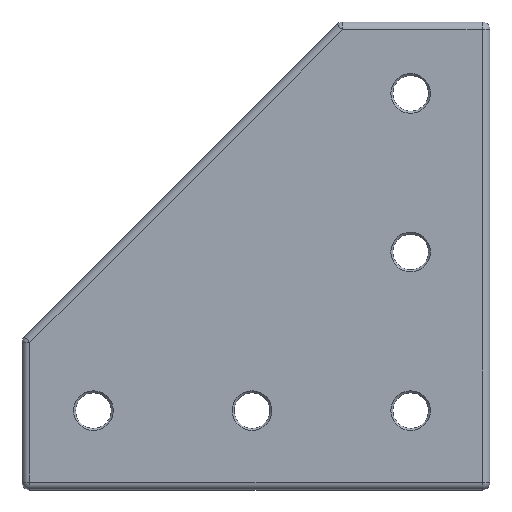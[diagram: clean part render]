
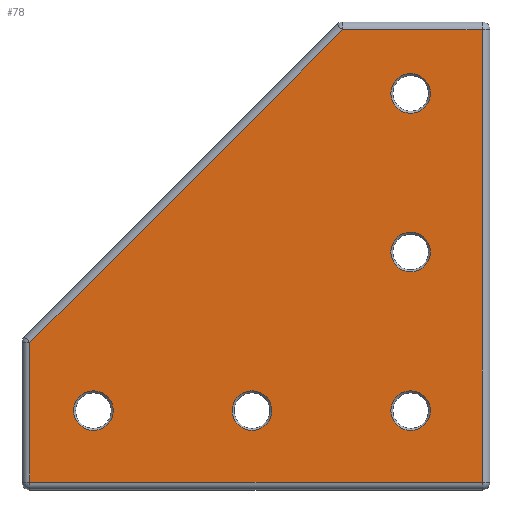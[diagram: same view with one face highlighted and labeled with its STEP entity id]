
A CAD part, top view. The second image highlights one B-rep face of the part: STEP entity #78.
In plain terms, the highlighted planar face has unit normal (0, 0, 1).
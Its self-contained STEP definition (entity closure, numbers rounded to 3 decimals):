
#78 = ADVANCED_FACE( '', ( #125, #126, #127, #128, #129, #130 ), #131, .T. );
#125 = FACE_BOUND( '', #224, .T. );
#126 = FACE_BOUND( '', #225, .T. );
#127 = FACE_BOUND( '', #226, .T. );
#128 = FACE_BOUND( '', #227, .T. );
#129 = FACE_BOUND( '', #228, .T. );
#130 = FACE_OUTER_BOUND( '', #229, .T. );
#131 = PLANE( '', #230 );
#224 = EDGE_LOOP( '', ( #340 ) );
#225 = EDGE_LOOP( '', ( #341 ) );
#226 = EDGE_LOOP( '', ( #342 ) );
#227 = EDGE_LOOP( '', ( #343 ) );
#228 = EDGE_LOOP( '', ( #344 ) );
#229 = EDGE_LOOP( '', ( #345, #346, #347, #348, #349 ) );
#230 = AXIS2_PLACEMENT_3D( '', #350, #351, #352 );
#340 = ORIENTED_EDGE( '', *, *, #571, .T. );
#341 = ORIENTED_EDGE( '', *, *, #572, .T. );
#342 = ORIENTED_EDGE( '', *, *, #573, .T. );
#343 = ORIENTED_EDGE( '', *, *, #574, .T. );
#344 = ORIENTED_EDGE( '', *, *, #575, .T. );
#345 = ORIENTED_EDGE( '', *, *, #576, .T. );
#346 = ORIENTED_EDGE( '', *, *, #577, .T. );
#347 = ORIENTED_EDGE( '', *, *, #578, .T. );
#348 = ORIENTED_EDGE( '', *, *, #579, .T. );
#349 = ORIENTED_EDGE( '', *, *, #580, .T. );
#350 = CARTESIAN_POINT( '', ( -57., -21.828, 6. ) );
#351 = DIRECTION( '', ( 0., 0., 1. ) );
#352 = DIRECTION( '', ( 1., 0., 0. ) );
#571 = EDGE_CURVE( '', #655, #655, #656, .F. );
#572 = EDGE_CURVE( '', #657, #657, #658, .F. );
#573 = EDGE_CURVE( '', #659, #659, #660, .F. );
#574 = EDGE_CURVE( '', #661, #661, #662, .F. );
#575 = EDGE_CURVE( '', #663, #663, #664, .F. );
#576 = EDGE_CURVE( '', #665, #666, #667, .T. );
#577 = EDGE_CURVE( '', #666, #668, #669, .T. );
#578 = EDGE_CURVE( '', #668, #670, #671, .T. );
#579 = EDGE_CURVE( '', #670, #650, #672, .T. );
#580 = EDGE_CURVE( '', #650, #665, #673, .T. );
#650 = VERTEX_POINT( '', #765 );
#655 = VERTEX_POINT( '', #770 );
#656 = CIRCLE( '', #771, 5. );
#657 = VERTEX_POINT( '', #772 );
#658 = CIRCLE( '', #773, 5. );
#659 = VERTEX_POINT( '', #774 );
#660 = CIRCLE( '', #775, 5. );
#661 = VERTEX_POINT( '', #776 );
#662 = CIRCLE( '', #777, 5. );
#663 = VERTEX_POINT( '', #778 );
#664 = CIRCLE( '', #779, 5. );
#665 = VERTEX_POINT( '', #780 );
#666 = VERTEX_POINT( '', #781 );
#667 = LINE( '', #782, #783 );
#668 = VERTEX_POINT( '', #784 );
#669 = LINE( '', #785, #786 );
#670 = VERTEX_POINT( '', #787 );
#671 = LINE( '', #788, #789 );
#672 = LINE( '', #790, #791 );
#673 = LINE( '', #792, #793 );
#765 = CARTESIAN_POINT( '', ( 57., 57., 6. ) );
#770 = CARTESIAN_POINT( '', ( -36., -39., 6. ) );
#771 = AXIS2_PLACEMENT_3D( '', #909, #910, #911 );
#772 = CARTESIAN_POINT( '', ( 4., -39., 6. ) );
#773 = AXIS2_PLACEMENT_3D( '', #912, #913, #914 );
#774 = CARTESIAN_POINT( '', ( 44., 41., 6. ) );
#775 = AXIS2_PLACEMENT_3D( '', #915, #916, #917 );
#776 = CARTESIAN_POINT( '', ( 44., 1., 6. ) );
#777 = AXIS2_PLACEMENT_3D( '', #918, #919, #920 );
#778 = CARTESIAN_POINT( '', ( 44., -39., 6. ) );
#779 = AXIS2_PLACEMENT_3D( '', #921, #922, #923 );
#780 = CARTESIAN_POINT( '', ( 21.828, 57., 6. ) );
#781 = CARTESIAN_POINT( '', ( -57., -21.828, 6. ) );
#782 = CARTESIAN_POINT( '', ( -57., -21.828, 6. ) );
#783 = VECTOR( '', #924, 1000. );
#784 = CARTESIAN_POINT( '', ( -57., -57., 6. ) );
#785 = CARTESIAN_POINT( '', ( -57., -57., 6. ) );
#786 = VECTOR( '', #925, 1000. );
#787 = CARTESIAN_POINT( '', ( 57., -57., 6. ) );
#788 = CARTESIAN_POINT( '', ( 57., -57., 6. ) );
#789 = VECTOR( '', #926, 1000. );
#790 = CARTESIAN_POINT( '', ( 57., 57., 6. ) );
#791 = VECTOR( '', #927, 1000. );
#792 = CARTESIAN_POINT( '', ( 21.828, 57., 6. ) );
#793 = VECTOR( '', #928, 1000. );
#909 = CARTESIAN_POINT( '', ( -41., -39., 6. ) );
#910 = DIRECTION( '', ( 0., 0., 1. ) );
#911 = DIRECTION( '', ( 1., 0., 0. ) );
#912 = CARTESIAN_POINT( '', ( -1., -39., 6. ) );
#913 = DIRECTION( '', ( 0., 0., 1. ) );
#914 = DIRECTION( '', ( 1., 0., 0. ) );
#915 = CARTESIAN_POINT( '', ( 39., 41., 6. ) );
#916 = DIRECTION( '', ( 0., 0., 1. ) );
#917 = DIRECTION( '', ( 1., 0., 0. ) );
#918 = CARTESIAN_POINT( '', ( 39., 1., 6. ) );
#919 = DIRECTION( '', ( 0., 0., 1. ) );
#920 = DIRECTION( '', ( 1., 0., 0. ) );
#921 = CARTESIAN_POINT( '', ( 39., -39., 6. ) );
#922 = DIRECTION( '', ( 0., 0., 1. ) );
#923 = DIRECTION( '', ( 1., 0., 0. ) );
#924 = DIRECTION( '', ( -0.707, -0.707, 0. ) );
#925 = DIRECTION( '', ( 0., -1., 0. ) );
#926 = DIRECTION( '', ( 1., 0., 0. ) );
#927 = DIRECTION( '', ( 0., 1., 0. ) );
#928 = DIRECTION( '', ( -1., 0., 0. ) );
